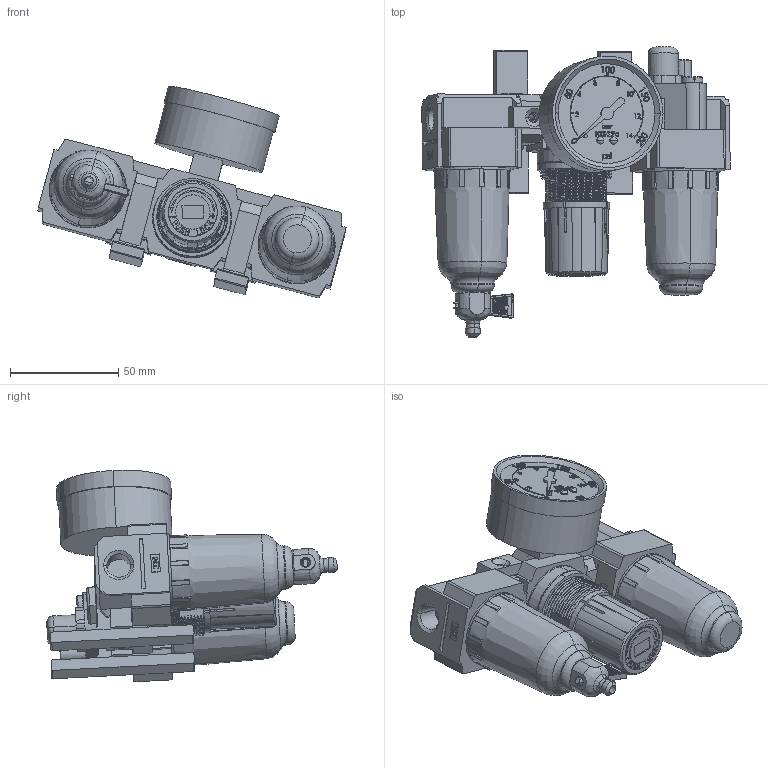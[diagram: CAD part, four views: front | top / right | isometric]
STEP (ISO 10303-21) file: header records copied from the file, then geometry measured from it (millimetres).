
FILE_DESCRIPTION (( 'STEP AP214' ), '1' );
FILE_NAME ('C20.STEP', '2021-11-18T03:25:07', ( 'User' ), ( '' ), 'SwSTEP 2.0', 'SolidWorks 2014', '' );
FILE_SCHEMA (( 'AUTOMOTIVE_DESIGN' ));
Length unit declared in the file: millimetre
Products named in the file (31): C20_2; C2045; C2044; L20; L20-3D; R20(C20)_2; R2110文字; r2110; r2102_2; 2-埋入式壓力錶; R2101; R20底部螺絲; F20; F5012; F5010; C20
Assembly tree (18 placements, depth 4):
  C2044
  C2045
  C2044
  L20-3D
  R2110文字
Bounding box: 142.66 x 134.46 x 97.97 mm (x, y, z)
Volume: 321568.8 mm3; surface area: 88662.6 mm2
Topology: 14 solids, 14 shells, 2202 faces, 5762 edges, 3755 vertices
Faces by surface type: plane 1359, cylinder 384, bspline 316, cone 129, torus 14
Entity records: 117805 total; most frequent: CARTESIAN_POINT 44106, ORIENTED_EDGE 11050, DIRECTION 9067, EDGE_CURVE 5525, VECTOR 3693, LINE 3693, VERTEX_POINT 3609, AXIS2_PLACEMENT_3D 2687
